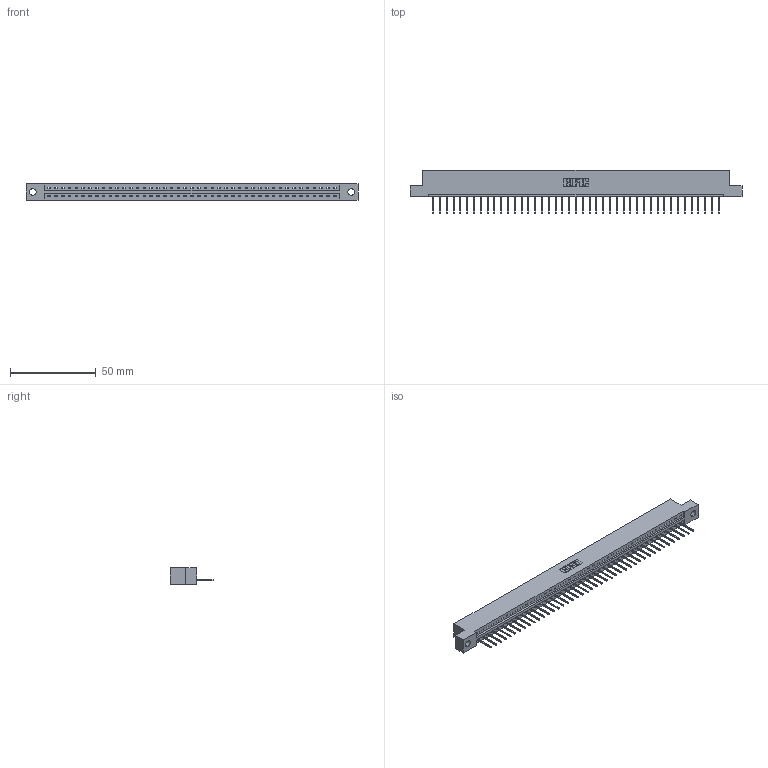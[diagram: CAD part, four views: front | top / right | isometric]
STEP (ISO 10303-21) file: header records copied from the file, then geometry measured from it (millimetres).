
FILE_DESCRIPTION (( 'STEP AP203' ), '1' );
FILE_NAME ('337-043-523-104.STEP', '2018-08-09T02:50:38', ( '' ), ( '' ), 'SwSTEP 2.0', 'SolidWorks 2016', '' );
FILE_SCHEMA (( 'CONFIG_CONTROL_DESIGN' ));
Length unit declared in the file: inch
Products named in the file (3): 337 Part_Flush Mounting Lugs - 0.156 Dia-TH; 345-292-001_345-293-123; 337-043-523-104
Assembly tree (44 placements, depth 2):
  337-043-523-104
    337 Part_Flush Mounting Lugs - 0.156 Dia-TH
    345-292-001_345-293-123  x43
Bounding box: 193.4 x 25.15 x 9.4 mm (x, y, z)
Volume: 20008.2 mm3; surface area: 20514.3 mm2
Topology: 44 solids, 44 shells, 2780 faces, 8395 edges, 5538 vertices
Faces by surface type: plane 2048, cylinder 732
Entity records: 31855 total; most frequent: CARTESIAN_POINT 5555, ORIENTED_EDGE 5534, DIRECTION 4673, EDGE_CURVE 2767, VECTOR 2639, LINE 2639, VERTEX_POINT 1842, AXIS2_PLACEMENT_3D 1017
